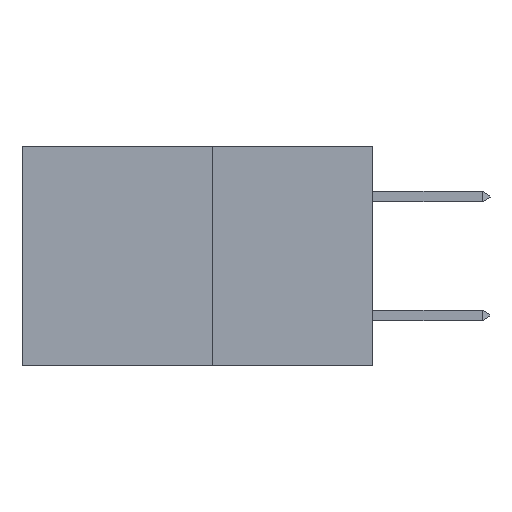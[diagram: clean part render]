
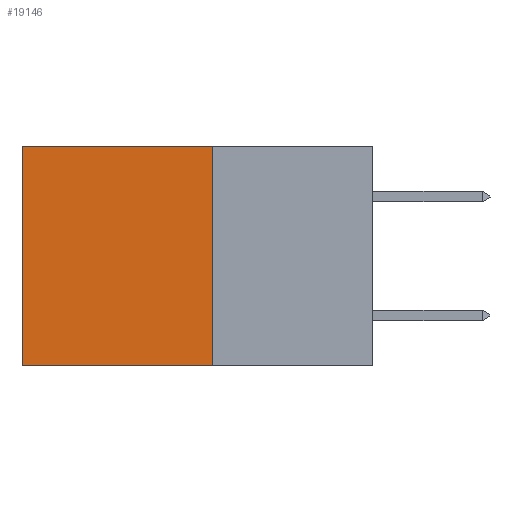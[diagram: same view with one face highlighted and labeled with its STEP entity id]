
A CAD part, left-side view. The second image highlights one B-rep face of the part: STEP entity #19146.
In plain terms, the highlighted planar face has unit normal (-1, 0, 0).
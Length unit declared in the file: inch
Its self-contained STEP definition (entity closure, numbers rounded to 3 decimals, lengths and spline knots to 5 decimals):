
#797 = CARTESIAN_POINT ( 'NONE',  ( 0.277, 0.27, 0. ) ) ;
#949 = CARTESIAN_POINT ( 'NONE',  ( 0.277, 0.27, -0.37 ) ) ;
#2989 = AXIS2_PLACEMENT_3D ( 'NONE', #949, #9212, #20428 ) ;
#3175 = EDGE_CURVE ( 'NONE', #7142, #16428, #17924, .T. ) ;
#4669 = VERTEX_POINT ( 'NONE', #12683 ) ;
#5157 = CARTESIAN_POINT ( 'NONE',  ( 0.277, 0.27, -0.37 ) ) ;
#5375 = VECTOR ( 'NONE', #10993, 39.37008 ) ;
#6081 = CARTESIAN_POINT ( 'NONE',  ( 0.277, 0.59, -0.37 ) ) ;
#6596 = VECTOR ( 'NONE', #9241, 39.37008 ) ;
#6809 = ORIENTED_EDGE ( 'NONE', *, *, #3175, .T. ) ;
#7012 = ORIENTED_EDGE ( 'NONE', *, *, #10918, .F. ) ;
#7142 = VERTEX_POINT ( 'NONE', #11960 ) ;
#7271 = ORIENTED_EDGE ( 'NONE', *, *, #15775, .F. ) ;
#7383 = ORIENTED_EDGE ( 'NONE', *, *, #17638, .T. ) ;
#7799 = FACE_OUTER_BOUND ( 'NONE', #20275, .T. ) ;
#9212 = DIRECTION ( 'NONE',  ( 1., 0., 0. ) ) ;
#9241 = DIRECTION ( 'NONE',  ( 0., 1., 0. ) ) ;
#9380 = CARTESIAN_POINT ( 'NONE',  ( 0.277, 0.27, -0.37 ) ) ;
#9391 = VECTOR ( 'NONE', #12677, 39.37008 ) ;
#10265 = LINE ( 'NONE', #9380, #5375 ) ;
#10918 = EDGE_CURVE ( 'NONE', #4669, #16428, #18728, .T. ) ;
#10993 = DIRECTION ( 'NONE',  ( 0., 0., -1. ) ) ;
#11196 = VECTOR ( 'NONE', #16473, 39.37008 ) ;
#11412 = LINE ( 'NONE', #15640, #6596 ) ;
#11960 = CARTESIAN_POINT ( 'NONE',  ( 0.277, 0.59, 0. ) ) ;
#12677 = DIRECTION ( 'NONE',  ( 0., 0., -1. ) ) ;
#12683 = CARTESIAN_POINT ( 'NONE',  ( 0.277, 0.27, -0.37 ) ) ;
#12965 = CARTESIAN_POINT ( 'NONE',  ( 0.277, 0.59, -0.37 ) ) ;
#13620 = VERTEX_POINT ( 'NONE', #797 ) ;
#15640 = CARTESIAN_POINT ( 'NONE',  ( 0.277, 0.27, 0. ) ) ;
#15775 = EDGE_CURVE ( 'NONE', #13620, #4669, #10265, .T. ) ;
#16428 = VERTEX_POINT ( 'NONE', #6081 ) ;
#16473 = DIRECTION ( 'NONE',  ( 0., 1., 0. ) ) ;
#17638 = EDGE_CURVE ( 'NONE', #13620, #7142, #11412, .T. ) ;
#17924 = LINE ( 'NONE', #12965, #9391 ) ;
#18728 = LINE ( 'NONE', #5157, #11196 ) ;
#18816 = PLANE ( 'NONE',  #2989 ) ;
#19146 = ADVANCED_FACE ( 'NONE', ( #7799 ), #18816, .F. ) ;
#20275 = EDGE_LOOP ( 'NONE', ( #6809, #7012, #7271, #7383 ) ) ;
#20428 = DIRECTION ( 'NONE',  ( 0., 0., -1. ) ) ;
